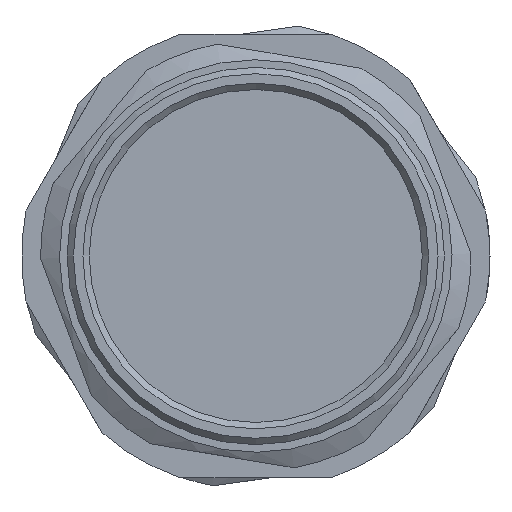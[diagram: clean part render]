
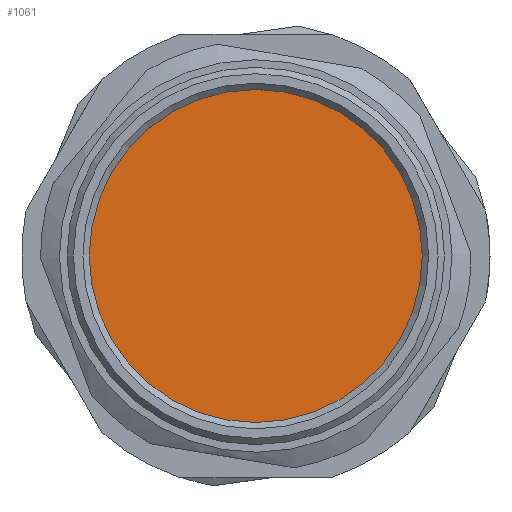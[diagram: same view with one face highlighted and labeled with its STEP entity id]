
A CAD part, front view. The second image highlights one B-rep face of the part: STEP entity #1061.
In plain terms, the highlighted planar face has unit normal (0, -1, 0).
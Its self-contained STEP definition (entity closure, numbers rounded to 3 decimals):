
#269=FACE_OUTER_BOUND('',#332,.T.);
#332=EDGE_LOOP('',(#725));
#403=CIRCLE('',#1145,13.15);
#470=VERTEX_POINT('',#1601);
#571=EDGE_CURVE('',#470,#470,#403,.T.);
#725=ORIENTED_EDGE('',*,*,#571,.F.);
#1033=PLANE('',#1144);
#1061=ADVANCED_FACE('',(#269),#1033,.T.);
#1144=AXIS2_PLACEMENT_3D('',#1600,#1276,#1277);
#1145=AXIS2_PLACEMENT_3D('',#1602,#1278,#1279);
#1276=DIRECTION('center_axis',(0.,-1.,0.));
#1277=DIRECTION('ref_axis',(0.,0.,-1.));
#1278=DIRECTION('center_axis',(0.,1.,0.));
#1279=DIRECTION('ref_axis',(-1.,0.,0.));
#1600=CARTESIAN_POINT('Origin',(-2.133,-8.32,0.));
#1601=CARTESIAN_POINT('',(11.017,-8.32,0.));
#1602=CARTESIAN_POINT('Origin',(-2.133,-8.32,0.));
